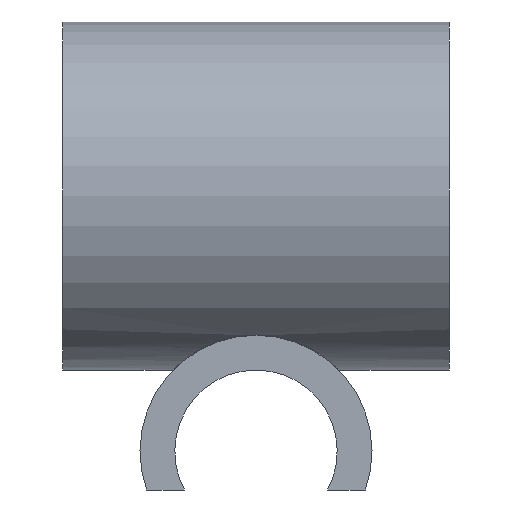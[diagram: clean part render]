
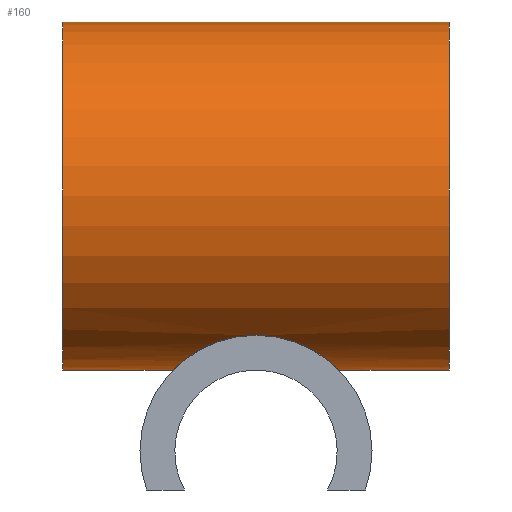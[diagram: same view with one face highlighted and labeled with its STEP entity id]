
A CAD part, left-side view. The second image highlights one B-rep face of the part: STEP entity #160.
In plain terms, the highlighted cylindrical face has radius 4.5 mm (diameter 9 mm), a full revolution.
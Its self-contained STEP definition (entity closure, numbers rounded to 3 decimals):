
#17=FACE_BOUND('',#53,.T.);
#19=B_SPLINE_CURVE_WITH_KNOTS('',3,(#269,#270,#271,#272,#273,#274,#275,
#276,#277,#278,#279,#280,#281,#282,#283,#284,#285,#286,#287,#288,#289,#290,
#291,#292,#293,#294,#295,#296,#297,#298,#299,#300,#301,#302,#303,#304,#305,
#306,#307,#308,#309,#310),.UNSPECIFIED.,.T.,.F.,(4,2,2,2,2,2,2,2,2,2,2,
2,2,2,2,2,2,2,2,2,4),(0.,0.139,0.209,0.279,
0.335,0.391,0.447,0.503,
0.573,0.643,0.782,0.921,
0.991,1.061,1.117,1.173,1.229,
1.286,1.355,1.425,1.564),
 .UNSPECIFIED.);
#23=CYLINDRICAL_SURFACE('',#191,4.5);
#28=CIRCLE('',#187,4.5);
#31=CIRCLE('',#192,4.5);
#40=FACE_OUTER_BOUND('',#52,.T.);
#52=EDGE_LOOP('',(#139,#140,#141,#142));
#53=EDGE_LOOP('',(#143));
#65=LINE('',#324,#75);
#75=VECTOR('',#239,4.5);
#84=VERTEX_POINT('',#268);
#85=VERTEX_POINT('',#313);
#88=VERTEX_POINT('',#322);
#101=EDGE_CURVE('',#84,#84,#19,.T.);
#102=EDGE_CURVE('',#85,#85,#28,.T.);
#106=EDGE_CURVE('',#88,#88,#31,.T.);
#107=EDGE_CURVE('',#88,#85,#65,.T.);
#139=ORIENTED_EDGE('',*,*,#106,.F.);
#140=ORIENTED_EDGE('',*,*,#107,.T.);
#141=ORIENTED_EDGE('',*,*,#102,.F.);
#142=ORIENTED_EDGE('',*,*,#107,.F.);
#143=ORIENTED_EDGE('',*,*,#101,.T.);
#160=ADVANCED_FACE('',(#40,#17),#23,.T.);
#187=AXIS2_PLACEMENT_3D('',#314,#226,#227);
#191=AXIS2_PLACEMENT_3D('',#321,#235,#236);
#192=AXIS2_PLACEMENT_3D('',#323,#237,#238);
#226=DIRECTION('center_axis',(0.,-1.,0.));
#227=DIRECTION('ref_axis',(1.,0.,0.));
#235=DIRECTION('center_axis',(0.,1.,0.));
#236=DIRECTION('ref_axis',(1.,0.,0.));
#237=DIRECTION('center_axis',(0.,1.,0.));
#238=DIRECTION('ref_axis',(1.,0.,0.));
#239=DIRECTION('',(0.,-1.,0.));
#268=CARTESIAN_POINT('',(0.,2.142,-4.5));
#269=CARTESIAN_POINT('Ctrl Pts',(0.,2.142,
-4.5));
#270=CARTESIAN_POINT('Ctrl Pts',(-0.464,2.142,-4.5));
#271=CARTESIAN_POINT('Ctrl Pts',(-0.954,2.072,-4.42));
#272=CARTESIAN_POINT('Ctrl Pts',(-1.591,1.823,-4.215));
#273=CARTESIAN_POINT('Ctrl Pts',(-1.788,1.716,-4.134));
#274=CARTESIAN_POINT('Ctrl Pts',(-2.132,1.448,-3.968));
#275=CARTESIAN_POINT('Ctrl Pts',(-2.279,1.287,-3.883));
#276=CARTESIAN_POINT('Ctrl Pts',(-2.49,0.95,-3.75));
#277=CARTESIAN_POINT('Ctrl Pts',(-2.571,0.77,-3.694));
#278=CARTESIAN_POINT('Ctrl Pts',(-2.675,0.389,-3.619));
#279=CARTESIAN_POINT('Ctrl Pts',(-2.7,0.187,-3.6));
#280=CARTESIAN_POINT('Ctrl Pts',(-2.7,-0.187,-3.6));
#281=CARTESIAN_POINT('Ctrl Pts',(-2.675,-0.389,-3.619));
#282=CARTESIAN_POINT('Ctrl Pts',(-2.571,-0.77,-3.694));
#283=CARTESIAN_POINT('Ctrl Pts',(-2.49,-0.95,-3.75));
#284=CARTESIAN_POINT('Ctrl Pts',(-2.279,-1.287,-3.883));
#285=CARTESIAN_POINT('Ctrl Pts',(-2.132,-1.448,-3.968));
#286=CARTESIAN_POINT('Ctrl Pts',(-1.788,-1.716,-4.134));
#287=CARTESIAN_POINT('Ctrl Pts',(-1.591,-1.823,-4.215));
#288=CARTESIAN_POINT('Ctrl Pts',(-0.954,-2.072,-4.42));
#289=CARTESIAN_POINT('Ctrl Pts',(-0.464,-2.142,-4.5));
#290=CARTESIAN_POINT('Ctrl Pts',(0.464,-2.142,-4.5));
#291=CARTESIAN_POINT('Ctrl Pts',(0.954,-2.072,-4.42));
#292=CARTESIAN_POINT('Ctrl Pts',(1.591,-1.823,-4.215));
#293=CARTESIAN_POINT('Ctrl Pts',(1.788,-1.716,-4.134));
#294=CARTESIAN_POINT('Ctrl Pts',(2.132,-1.448,-3.968));
#295=CARTESIAN_POINT('Ctrl Pts',(2.279,-1.287,-3.883));
#296=CARTESIAN_POINT('Ctrl Pts',(2.49,-0.95,-3.75));
#297=CARTESIAN_POINT('Ctrl Pts',(2.571,-0.77,-3.694));
#298=CARTESIAN_POINT('Ctrl Pts',(2.675,-0.389,-3.619));
#299=CARTESIAN_POINT('Ctrl Pts',(2.7,-0.187,-3.6));
#300=CARTESIAN_POINT('Ctrl Pts',(2.7,0.187,-3.6));
#301=CARTESIAN_POINT('Ctrl Pts',(2.675,0.389,-3.619));
#302=CARTESIAN_POINT('Ctrl Pts',(2.571,0.77,-3.694));
#303=CARTESIAN_POINT('Ctrl Pts',(2.49,0.95,-3.75));
#304=CARTESIAN_POINT('Ctrl Pts',(2.279,1.287,-3.883));
#305=CARTESIAN_POINT('Ctrl Pts',(2.132,1.448,-3.968));
#306=CARTESIAN_POINT('Ctrl Pts',(1.788,1.716,-4.134));
#307=CARTESIAN_POINT('Ctrl Pts',(1.591,1.823,-4.215));
#308=CARTESIAN_POINT('Ctrl Pts',(0.954,2.072,-4.42));
#309=CARTESIAN_POINT('Ctrl Pts',(0.464,2.142,-4.5));
#310=CARTESIAN_POINT('Ctrl Pts',(0.,2.142,
-4.5));
#313=CARTESIAN_POINT('',(-4.5,-5.,0.));
#314=CARTESIAN_POINT('Origin',(0.,-5.,0.));
#321=CARTESIAN_POINT('Origin',(0.,0.,0.));
#322=CARTESIAN_POINT('',(-4.5,5.,0.));
#323=CARTESIAN_POINT('Origin',(0.,5.,0.));
#324=CARTESIAN_POINT('',(-4.5,0.,0.));
